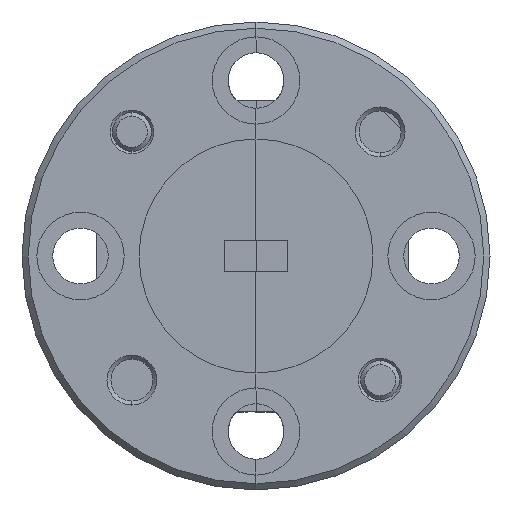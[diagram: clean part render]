
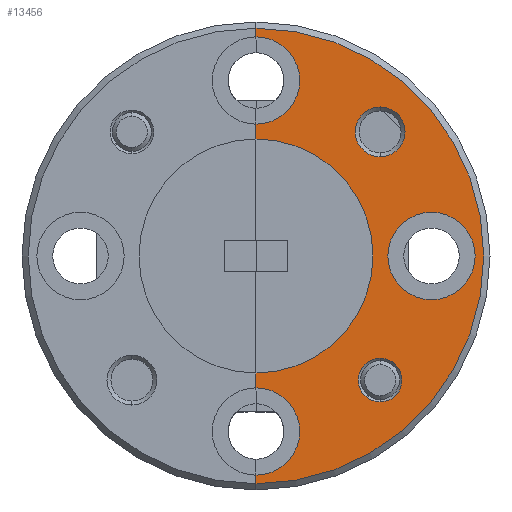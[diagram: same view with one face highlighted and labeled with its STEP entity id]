
A CAD part, left-side view. The second image highlights one B-rep face of the part: STEP entity #13456.
In plain terms, the highlighted planar face has unit normal (-1, 0, 0).
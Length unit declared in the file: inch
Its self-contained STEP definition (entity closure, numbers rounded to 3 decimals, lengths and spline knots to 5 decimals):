
#164 = VERTEX_POINT ( 'NONE', #3049 ) ;
#303 = CIRCLE ( 'NONE', #5489, 0.365 ) ;
#330 = DIRECTION ( 'NONE',  ( -1., 0., 0. ) ) ;
#760 = DIRECTION ( 'NONE',  ( 0., 0., 1. ) ) ;
#764 = FACE_BOUND ( 'NONE', #8593, .T. ) ;
#894 = VERTEX_POINT ( 'NONE', #5966 ) ;
#983 = EDGE_LOOP ( 'NONE', ( #8835, #7675 ) ) ;
#1006 = DIRECTION ( 'NONE',  ( 0., 0., 1. ) ) ;
#1015 = DIRECTION ( 'NONE',  ( 0., 0., 1. ) ) ;
#1047 = CIRCLE ( 'NONE', #7352, 0.035 ) ;
#1112 = CARTESIAN_POINT ( 'NONE',  ( -0.4375, 0.18613, -0.16387 ) ) ;
#1138 = CIRCLE ( 'NONE', #11812, 0.04 ) ;
#1194 = AXIS2_PLACEMENT_3D ( 'NONE', #13519, #6741, #1006 ) ;
#1357 = ORIENTED_EDGE ( 'NONE', *, *, #1401, .F. ) ;
#1396 = ORIENTED_EDGE ( 'NONE', *, *, #8606, .F. ) ;
#1401 = EDGE_CURVE ( 'NONE', #4959, #10993, #9595, .T. ) ;
#1609 = EDGE_CURVE ( 'NONE', #7195, #3246, #1138, .T. ) ;
#1639 = DIRECTION ( 'NONE',  ( -1., 0., 0. ) ) ;
#2025 = CARTESIAN_POINT ( 'NONE',  ( -0.4375, 0.385, -0.1875 ) ) ;
#2085 = PLANE ( 'NONE',  #7483 ) ;
#2125 = DIRECTION ( 'NONE',  ( 0., 0., 1. ) ) ;
#2303 = EDGE_CURVE ( 'NONE', #10640, #3441, #13518, .T. ) ;
#2504 = DIRECTION ( 'NONE',  ( -1., 0., 0. ) ) ;
#2958 = CARTESIAN_POINT ( 'NONE',  ( -0.4375, 0.18613, 0.19887 ) ) ;
#3049 = CARTESIAN_POINT ( 'NONE',  ( -0.4375, 0.385, 0.21125 ) ) ;
#3093 = EDGE_CURVE ( 'NONE', #4091, #3553, #7257, .T. ) ;
#3237 = DIRECTION ( 'NONE',  ( 0., 0., 1. ) ) ;
#3246 = VERTEX_POINT ( 'NONE', #13092 ) ;
#3258 = VECTOR ( 'NONE', #11991, 39.37008 ) ;
#3441 = VERTEX_POINT ( 'NONE', #4081 ) ;
#3553 = VERTEX_POINT ( 'NONE', #6755 ) ;
#3873 = ORIENTED_EDGE ( 'NONE', *, *, #7056, .F. ) ;
#3990 = AXIS2_PLACEMENT_3D ( 'NONE', #13191, #1639, #13940 ) ;
#4081 = CARTESIAN_POINT ( 'NONE',  ( -0.4375, 0.18613, -0.23387 ) ) ;
#4091 = VERTEX_POINT ( 'NONE', #10057 ) ;
#4225 = ORIENTED_EDGE ( 'NONE', *, *, #3093, .F. ) ;
#4236 = CARTESIAN_POINT ( 'NONE',  ( -0.4375, 0.385, 0. ) ) ;
#4327 = CIRCLE ( 'NONE', #11156, 0.04 ) ;
#4352 = FACE_BOUND ( 'NONE', #983, .T. ) ;
#4443 = CARTESIAN_POINT ( 'NONE',  ( -0.4375, 0.385, 0.1875 ) ) ;
#4844 = CIRCLE ( 'NONE', #14716, 0.07 ) ;
#4959 = VERTEX_POINT ( 'NONE', #2025 ) ;
#5209 = CARTESIAN_POINT ( 'NONE',  ( -0.4375, 0.385, -0.35125 ) ) ;
#5217 = DIRECTION ( 'NONE',  ( -1., 0., 0. ) ) ;
#5300 = DIRECTION ( 'NONE',  ( 0., 0., 1. ) ) ;
#5334 = DIRECTION ( 'NONE',  ( -1., 0., 0. ) ) ;
#5437 = ORIENTED_EDGE ( 'NONE', *, *, #10205, .F. ) ;
#5489 = AXIS2_PLACEMENT_3D ( 'NONE', #14771, #10333, #1015 ) ;
#5591 = DIRECTION ( 'NONE',  ( -1., 0., 0. ) ) ;
#5677 = DIRECTION ( 'NONE',  ( -1., 0., 0. ) ) ;
#5722 = ORIENTED_EDGE ( 'NONE', *, *, #8092, .F. ) ;
#5930 = CARTESIAN_POINT ( 'NONE',  ( -0.4375, 0.385, 0. ) ) ;
#5949 = DIRECTION ( 'NONE',  ( 0., 0., 1. ) ) ;
#5955 = DIRECTION ( 'NONE',  ( -1., 0., 0. ) ) ;
#5966 = CARTESIAN_POINT ( 'NONE',  ( -0.4375, 0.385, -0.21125 ) ) ;
#6006 = CARTESIAN_POINT ( 'NONE',  ( -0.4375, 0.10375, 0. ) ) ;
#6184 = CARTESIAN_POINT ( 'NONE',  ( -0.4375, 0.385, 0.365 ) ) ;
#6304 = VERTEX_POINT ( 'NONE', #7989 ) ;
#6704 = EDGE_LOOP ( 'NONE', ( #13416, #14592 ) ) ;
#6741 = DIRECTION ( 'NONE',  ( -1., 0., 0. ) ) ;
#6755 = CARTESIAN_POINT ( 'NONE',  ( -0.4375, 0.10375, 0.07 ) ) ;
#7056 = EDGE_CURVE ( 'NONE', #894, #4959, #14924, .T. ) ;
#7191 = CARTESIAN_POINT ( 'NONE',  ( -0.4375, 0.385, 0.28125 ) ) ;
#7195 = VERTEX_POINT ( 'NONE', #11581 ) ;
#7257 = CIRCLE ( 'NONE', #9011, 0.07 ) ;
#7282 = FACE_OUTER_BOUND ( 'NONE', #11112, .T. ) ;
#7352 = AXIS2_PLACEMENT_3D ( 'NONE', #14720, #5677, #2125 ) ;
#7379 = ORIENTED_EDGE ( 'NONE', *, *, #12182, .F. ) ;
#7470 = EDGE_CURVE ( 'NONE', #3246, #7195, #4327, .T. ) ;
#7483 = AXIS2_PLACEMENT_3D ( 'NONE', #10141, #5591, #3237 ) ;
#7675 = ORIENTED_EDGE ( 'NONE', *, *, #1609, .F. ) ;
#7760 = ORIENTED_EDGE ( 'NONE', *, *, #11503, .F. ) ;
#7816 = CARTESIAN_POINT ( 'NONE',  ( -0.4375, 0.385, -0.28125 ) ) ;
#7989 = CARTESIAN_POINT ( 'NONE',  ( -0.4375, 0.385, 0.35125 ) ) ;
#8092 = EDGE_CURVE ( 'NONE', #12960, #10806, #14926, .T. ) ;
#8388 = CIRCLE ( 'NONE', #1194, 0.07 ) ;
#8507 = DIRECTION ( 'NONE',  ( 0., 0., 1. ) ) ;
#8541 = CIRCLE ( 'NONE', #11438, 0.07 ) ;
#8593 = EDGE_LOOP ( 'NONE', ( #7760, #4225 ) ) ;
#8606 = EDGE_CURVE ( 'NONE', #10806, #894, #4844, .T. ) ;
#8835 = ORIENTED_EDGE ( 'NONE', *, *, #7470, .F. ) ;
#8863 = FACE_BOUND ( 'NONE', #6704, .T. ) ;
#9011 = AXIS2_PLACEMENT_3D ( 'NONE', #6006, #2504, #5949 ) ;
#9188 = VECTOR ( 'NONE', #13976, 39.37008 ) ;
#9270 = LINE ( 'NONE', #4236, #10373 ) ;
#9556 = CARTESIAN_POINT ( 'NONE',  ( -0.4375, 0.385, -0.365 ) ) ;
#9595 = CIRCLE ( 'NONE', #11262, 0.1875 ) ;
#10057 = CARTESIAN_POINT ( 'NONE',  ( -0.4375, 0.10375, -0.07 ) ) ;
#10082 = EDGE_CURVE ( 'NONE', #3441, #10640, #1047, .T. ) ;
#10118 = EDGE_CURVE ( 'NONE', #12960, #12941, #303, .T. ) ;
#10141 = CARTESIAN_POINT ( 'NONE',  ( -0.4375, 0.385, 0. ) ) ;
#10205 = EDGE_CURVE ( 'NONE', #10993, #164, #13804, .T. ) ;
#10333 = DIRECTION ( 'NONE',  ( -1., 0., 0. ) ) ;
#10373 = VECTOR ( 'NONE', #5300, 39.37008 ) ;
#10640 = VERTEX_POINT ( 'NONE', #1112 ) ;
#10806 = VERTEX_POINT ( 'NONE', #5209 ) ;
#10993 = VERTEX_POINT ( 'NONE', #4443 ) ;
#11009 = DIRECTION ( 'NONE',  ( -1., 0., 0. ) ) ;
#11112 = EDGE_LOOP ( 'NONE', ( #5722, #13286, #11807, #7379, #5437, #1357, #3873, #1396 ) ) ;
#11156 = AXIS2_PLACEMENT_3D ( 'NONE', #2958, #11009, #12218 ) ;
#11262 = AXIS2_PLACEMENT_3D ( 'NONE', #14069, #330, #8507 ) ;
#11438 = AXIS2_PLACEMENT_3D ( 'NONE', #7191, #5955, #14045 ) ;
#11503 = EDGE_CURVE ( 'NONE', #3553, #4091, #8388, .T. ) ;
#11581 = CARTESIAN_POINT ( 'NONE',  ( -0.4375, 0.18613, 0.15887 ) ) ;
#11807 = ORIENTED_EDGE ( 'NONE', *, *, #11880, .F. ) ;
#11812 = AXIS2_PLACEMENT_3D ( 'NONE', #12135, #5217, #14418 ) ;
#11880 = EDGE_CURVE ( 'NONE', #6304, #12941, #9270, .T. ) ;
#11991 = DIRECTION ( 'NONE',  ( 0., 0., 1. ) ) ;
#12135 = CARTESIAN_POINT ( 'NONE',  ( -0.4375, 0.18613, 0.19887 ) ) ;
#12182 = EDGE_CURVE ( 'NONE', #164, #6304, #8541, .T. ) ;
#12218 = DIRECTION ( 'NONE',  ( 0., 0., 1. ) ) ;
#12931 = CARTESIAN_POINT ( 'NONE',  ( -0.4375, 0.385, 0. ) ) ;
#12941 = VERTEX_POINT ( 'NONE', #6184 ) ;
#12960 = VERTEX_POINT ( 'NONE', #9556 ) ;
#13092 = CARTESIAN_POINT ( 'NONE',  ( -0.4375, 0.18613, 0.23887 ) ) ;
#13094 = VECTOR ( 'NONE', #13869, 39.37008 ) ;
#13191 = CARTESIAN_POINT ( 'NONE',  ( -0.4375, 0.18613, -0.19887 ) ) ;
#13286 = ORIENTED_EDGE ( 'NONE', *, *, #10118, .T. ) ;
#13416 = ORIENTED_EDGE ( 'NONE', *, *, #2303, .F. ) ;
#13456 = ADVANCED_FACE ( 'NONE', ( #4352, #8863, #7282, #764 ), #2085, .T. ) ;
#13518 = CIRCLE ( 'NONE', #3990, 0.035 ) ;
#13519 = CARTESIAN_POINT ( 'NONE',  ( -0.4375, 0.10375, 0. ) ) ;
#13804 = LINE ( 'NONE', #14020, #13094 ) ;
#13869 = DIRECTION ( 'NONE',  ( 0., 0., 1. ) ) ;
#13940 = DIRECTION ( 'NONE',  ( 0., 0., 1. ) ) ;
#13976 = DIRECTION ( 'NONE',  ( 0., 0., 1. ) ) ;
#14020 = CARTESIAN_POINT ( 'NONE',  ( -0.4375, 0.385, 0. ) ) ;
#14045 = DIRECTION ( 'NONE',  ( 0., 0., 1. ) ) ;
#14069 = CARTESIAN_POINT ( 'NONE',  ( -0.4375, 0.385, 0. ) ) ;
#14418 = DIRECTION ( 'NONE',  ( 0., 0., 1. ) ) ;
#14592 = ORIENTED_EDGE ( 'NONE', *, *, #10082, .F. ) ;
#14716 = AXIS2_PLACEMENT_3D ( 'NONE', #7816, #5334, #760 ) ;
#14720 = CARTESIAN_POINT ( 'NONE',  ( -0.4375, 0.18613, -0.19887 ) ) ;
#14771 = CARTESIAN_POINT ( 'NONE',  ( -0.4375, 0.385, 0. ) ) ;
#14924 = LINE ( 'NONE', #5930, #9188 ) ;
#14926 = LINE ( 'NONE', #12931, #3258 ) ;
